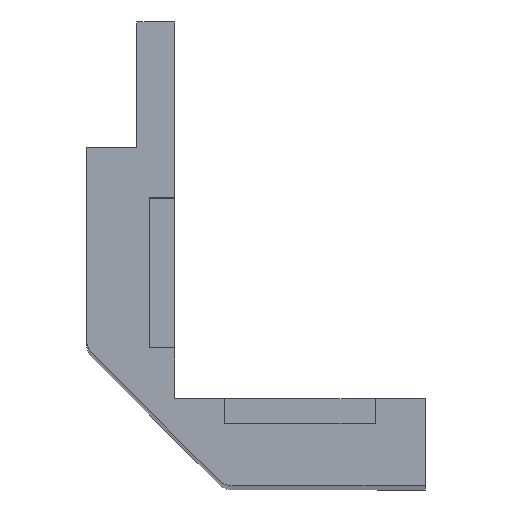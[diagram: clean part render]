
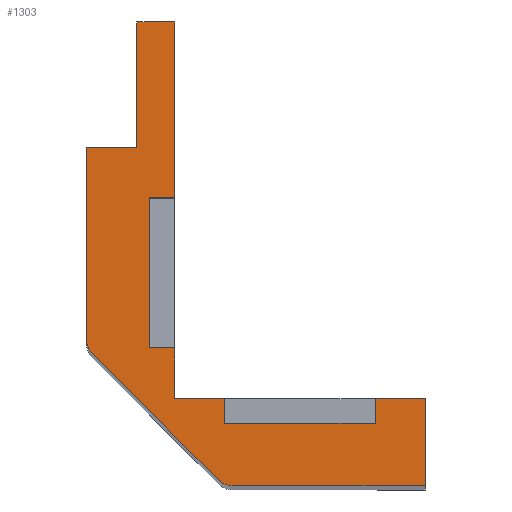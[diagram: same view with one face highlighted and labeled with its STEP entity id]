
A CAD part, top view. The second image highlights one B-rep face of the part: STEP entity #1303.
In plain terms, the highlighted planar face has unit normal (0, 0, 1).
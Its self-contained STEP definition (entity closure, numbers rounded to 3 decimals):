
#10 = CARTESIAN_POINT ( 'NONE',  ( 16., 0., 91.55 ) ) ;
#21 = EDGE_CURVE ( 'NONE', #1596, #804, #344, .T. ) ;
#56 = VECTOR ( 'NONE', #445, 1000. ) ;
#57 = ORIENTED_EDGE ( 'NONE', *, *, #124, .T. ) ;
#59 = VECTOR ( 'NONE', #1396, 1000. ) ;
#64 = PLANE ( 'NONE',  #1173 ) ;
#78 = DIRECTION ( 'NONE',  ( -1., 0., 0. ) ) ;
#82 = EDGE_CURVE ( 'NONE', #1018, #508, #338, .T. ) ;
#104 = CARTESIAN_POINT ( 'NONE',  ( 0., 30., 91.55 ) ) ;
#114 = VERTEX_POINT ( 'NONE', #267 ) ;
#119 = DIRECTION ( 'NONE',  ( 0., -1., 0. ) ) ;
#124 = EDGE_CURVE ( 'NONE', #114, #1462, #880, .T. ) ;
#137 = VECTOR ( 'NONE', #532, 1000. ) ;
#141 = CARTESIAN_POINT ( 'NONE',  ( 4.621, -7., 91.55 ) ) ;
#143 = EDGE_CURVE ( 'NONE', #1101, #869, #639, .T. ) ;
#155 = EDGE_CURVE ( 'NONE', #1438, #508, #1384, .T. ) ;
#182 = CARTESIAN_POINT ( 'NONE',  ( 0., 4., 91.55 ) ) ;
#188 = ORIENTED_EDGE ( 'NONE', *, *, #1137, .T. ) ;
#206 = FACE_OUTER_BOUND ( 'NONE', #1201, .T. ) ;
#209 = CARTESIAN_POINT ( 'NONE',  ( -2., 0., 91.55 ) ) ;
#212 = DIRECTION ( 'NONE',  ( 0., 1., 0. ) ) ;
#232 = CARTESIAN_POINT ( 'NONE',  ( -3., 20., 91.55 ) ) ;
#257 = VECTOR ( 'NONE', #695, 1000. ) ;
#260 = CARTESIAN_POINT ( 'NONE',  ( -7., 20., 91.55 ) ) ;
#262 = VERTEX_POINT ( 'NONE', #1496 ) ;
#264 = EDGE_CURVE ( 'NONE', #1462, #869, #966, .T. ) ;
#267 = CARTESIAN_POINT ( 'NONE',  ( 20., 0., 91.55 ) ) ;
#300 = ORIENTED_EDGE ( 'NONE', *, *, #351, .T. ) ;
#306 = VECTOR ( 'NONE', #467, 1000. ) ;
#312 = EDGE_CURVE ( 'NONE', #1000, #418, #1081, .T. ) ;
#317 = ORIENTED_EDGE ( 'NONE', *, *, #21, .T. ) ;
#326 = VECTOR ( 'NONE', #359, 1000. ) ;
#328 = AXIS2_PLACEMENT_3D ( 'NONE', #934, #672, #1437 ) ;
#335 = CARTESIAN_POINT ( 'NONE',  ( 0., 0., 91.55 ) ) ;
#338 = LINE ( 'NONE', #1110, #257 ) ;
#344 = LINE ( 'NONE', #1483, #1014 ) ;
#350 = ORIENTED_EDGE ( 'NONE', *, *, #604, .F. ) ;
#351 = EDGE_CURVE ( 'NONE', #804, #262, #1362, .T. ) ;
#359 = DIRECTION ( 'NONE',  ( 1., 0., 0. ) ) ;
#368 = ORIENTED_EDGE ( 'NONE', *, *, #1561, .T. ) ;
#377 = DIRECTION ( 'NONE',  ( -1., 0., 0. ) ) ;
#381 = EDGE_CURVE ( 'NONE', #1351, #644, #461, .T. ) ;
#391 = DIRECTION ( 'NONE',  ( 1., 0., 0. ) ) ;
#392 = VERTEX_POINT ( 'NONE', #1620 ) ;
#399 = CARTESIAN_POINT ( 'NONE',  ( 4., -7., 91.55 ) ) ;
#418 = VERTEX_POINT ( 'NONE', #1266 ) ;
#430 = CARTESIAN_POINT ( 'NONE',  ( 4., 0., 91.55 ) ) ;
#433 = ORIENTED_EDGE ( 'NONE', *, *, #944, .T. ) ;
#441 = CARTESIAN_POINT ( 'NONE',  ( 20., 0., 91.55 ) ) ;
#445 = DIRECTION ( 'NONE',  ( 0.707, -0.707, 0. ) ) ;
#446 = DIRECTION ( 'NONE',  ( 0., 0., -1. ) ) ;
#461 = CIRCLE ( 'NONE', #566, 1.5 ) ;
#467 = DIRECTION ( 'NONE',  ( -1., 0., 0. ) ) ;
#494 = VERTEX_POINT ( 'NONE', #141 ) ;
#508 = VERTEX_POINT ( 'NONE', #1638 ) ;
#516 = ORIENTED_EDGE ( 'NONE', *, *, #1442, .T. ) ;
#523 = LINE ( 'NONE', #399, #137 ) ;
#526 = VECTOR ( 'NONE', #930, 1000. ) ;
#532 = DIRECTION ( 'NONE',  ( 1., 0., 0. ) ) ;
#566 = AXIS2_PLACEMENT_3D ( 'NONE', #1488, #446, #1230 ) ;
#567 = DIRECTION ( 'NONE',  ( -1., 0., 0. ) ) ;
#570 = LINE ( 'NONE', #1601, #56 ) ;
#577 = LINE ( 'NONE', #950, #526 ) ;
#584 = ORIENTED_EDGE ( 'NONE', *, *, #143, .F. ) ;
#590 = VECTOR ( 'NONE', #119, 1000. ) ;
#591 = VECTOR ( 'NONE', #1215, 1000. ) ;
#604 = EDGE_CURVE ( 'NONE', #1000, #262, #698, .T. ) ;
#619 = LINE ( 'NONE', #1121, #893 ) ;
#634 = VERTEX_POINT ( 'NONE', #104 ) ;
#637 = ORIENTED_EDGE ( 'NONE', *, *, #312, .T. ) ;
#639 = LINE ( 'NONE', #1015, #1588 ) ;
#644 = VERTEX_POINT ( 'NONE', #1206 ) ;
#667 = EDGE_CURVE ( 'NONE', #1351, #818, #570, .T. ) ;
#670 = ORIENTED_EDGE ( 'NONE', *, *, #155, .T. ) ;
#672 = DIRECTION ( 'NONE',  ( 0., 0., -1. ) ) ;
#695 = DIRECTION ( 'NONE',  ( 1., 0., 0. ) ) ;
#698 = LINE ( 'NONE', #209, #1073 ) ;
#790 = CIRCLE ( 'NONE', #328, 1.5 ) ;
#804 = VERTEX_POINT ( 'NONE', #182 ) ;
#806 = CARTESIAN_POINT ( 'NONE',  ( 16., -2., 91.55 ) ) ;
#818 = VERTEX_POINT ( 'NONE', #1192 ) ;
#823 = VECTOR ( 'NONE', #567, 1000. ) ;
#835 = DIRECTION ( 'NONE',  ( 0., 1., 0. ) ) ;
#846 = DIRECTION ( 'NONE',  ( 0., -1., 0. ) ) ;
#869 = VERTEX_POINT ( 'NONE', #806 ) ;
#873 = VERTEX_POINT ( 'NONE', #430 ) ;
#880 = LINE ( 'NONE', #1525, #1336 ) ;
#881 = CARTESIAN_POINT ( 'NONE',  ( -7., 7., 91.55 ) ) ;
#884 = EDGE_CURVE ( 'NONE', #494, #818, #790, .T. ) ;
#890 = ORIENTED_EDGE ( 'NONE', *, *, #884, .F. ) ;
#893 = VECTOR ( 'NONE', #1143, 1000. ) ;
#920 = DIRECTION ( 'NONE',  ( 0., 0., -1. ) ) ;
#930 = DIRECTION ( 'NONE',  ( 0., 1., 0. ) ) ;
#934 = CARTESIAN_POINT ( 'NONE',  ( 4.621, -5.5, 91.55 ) ) ;
#944 = EDGE_CURVE ( 'NONE', #1018, #644, #1629, .T. ) ;
#950 = CARTESIAN_POINT ( 'NONE',  ( 4., 0., 91.55 ) ) ;
#959 = LINE ( 'NONE', #441, #823 ) ;
#966 = LINE ( 'NONE', #1116, #591 ) ;
#994 = ORIENTED_EDGE ( 'NONE', *, *, #667, .T. ) ;
#1000 = VERTEX_POINT ( 'NONE', #1379 ) ;
#1005 = EDGE_CURVE ( 'NONE', #392, #114, #619, .T. ) ;
#1014 = VECTOR ( 'NONE', #835, 1000. ) ;
#1015 = CARTESIAN_POINT ( 'NONE',  ( 0., -2., 91.55 ) ) ;
#1018 = VERTEX_POINT ( 'NONE', #260 ) ;
#1035 = EDGE_CURVE ( 'NONE', #494, #392, #523, .T. ) ;
#1073 = VECTOR ( 'NONE', #846, 1000. ) ;
#1081 = LINE ( 'NONE', #1626, #326 ) ;
#1085 = ORIENTED_EDGE ( 'NONE', *, *, #1005, .T. ) ;
#1101 = VERTEX_POINT ( 'NONE', #1538 ) ;
#1110 = CARTESIAN_POINT ( 'NONE',  ( -195.898, 20., 91.55 ) ) ;
#1116 = CARTESIAN_POINT ( 'NONE',  ( 16., 0., 91.55 ) ) ;
#1121 = CARTESIAN_POINT ( 'NONE',  ( 20., -195.898, 91.55 ) ) ;
#1124 = VECTOR ( 'NONE', #78, 1000. ) ;
#1129 = ORIENTED_EDGE ( 'NONE', *, *, #381, .F. ) ;
#1137 = EDGE_CURVE ( 'NONE', #1101, #873, #577, .T. ) ;
#1143 = DIRECTION ( 'NONE',  ( 0., 1., 0. ) ) ;
#1173 = AXIS2_PLACEMENT_3D ( 'NONE', #1539, #920, #391 ) ;
#1176 = ORIENTED_EDGE ( 'NONE', *, *, #1203, .T. ) ;
#1192 = CARTESIAN_POINT ( 'NONE',  ( 3.561, -6.561, 91.55 ) ) ;
#1199 = CARTESIAN_POINT ( 'NONE',  ( -3., 30., 91.55 ) ) ;
#1201 = EDGE_LOOP ( 'NONE', ( #317, #300, #350, #637, #368, #516, #670, #1431, #433, #1129, #994, #890, #1399, #1085, #57, #1320, #584, #188, #1176 ) ) ;
#1203 = EDGE_CURVE ( 'NONE', #873, #1596, #959, .T. ) ;
#1205 = CARTESIAN_POINT ( 'NONE',  ( -6.561, 3.561, 91.55 ) ) ;
#1206 = CARTESIAN_POINT ( 'NONE',  ( -7., 4.621, 91.55 ) ) ;
#1210 = CARTESIAN_POINT ( 'NONE',  ( 0., 30., 91.55 ) ) ;
#1215 = DIRECTION ( 'NONE',  ( 0., -1., 0. ) ) ;
#1230 = DIRECTION ( 'NONE',  ( 1., 0., 0. ) ) ;
#1266 = CARTESIAN_POINT ( 'NONE',  ( 0., 16., 91.55 ) ) ;
#1283 = DIRECTION ( 'NONE',  ( 1., 0., 0. ) ) ;
#1303 = ADVANCED_FACE ( 'NONE', ( #206 ), #64, .F. ) ;
#1320 = ORIENTED_EDGE ( 'NONE', *, *, #264, .T. ) ;
#1336 = VECTOR ( 'NONE', #377, 1000. ) ;
#1351 = VERTEX_POINT ( 'NONE', #1205 ) ;
#1362 = LINE ( 'NONE', #1611, #306 ) ;
#1369 = VECTOR ( 'NONE', #212, 1000. ) ;
#1379 = CARTESIAN_POINT ( 'NONE',  ( -2., 16., 91.55 ) ) ;
#1384 = LINE ( 'NONE', #232, #590 ) ;
#1396 = DIRECTION ( 'NONE',  ( 0., -1., 0. ) ) ;
#1399 = ORIENTED_EDGE ( 'NONE', *, *, #1035, .T. ) ;
#1431 = ORIENTED_EDGE ( 'NONE', *, *, #82, .F. ) ;
#1437 = DIRECTION ( 'NONE',  ( 1., 0., 0. ) ) ;
#1438 = VERTEX_POINT ( 'NONE', #1199 ) ;
#1442 = EDGE_CURVE ( 'NONE', #634, #1438, #1460, .T. ) ;
#1460 = LINE ( 'NONE', #1210, #1124 ) ;
#1462 = VERTEX_POINT ( 'NONE', #10 ) ;
#1483 = CARTESIAN_POINT ( 'NONE',  ( 0., 0., 91.55 ) ) ;
#1488 = CARTESIAN_POINT ( 'NONE',  ( -5.5, 4.621, 91.55 ) ) ;
#1496 = CARTESIAN_POINT ( 'NONE',  ( -2., 4., 91.55 ) ) ;
#1497 = CARTESIAN_POINT ( 'NONE',  ( 0., 0., 91.55 ) ) ;
#1525 = CARTESIAN_POINT ( 'NONE',  ( 20., 0., 91.55 ) ) ;
#1538 = CARTESIAN_POINT ( 'NONE',  ( 4., -2., 91.55 ) ) ;
#1539 = CARTESIAN_POINT ( 'NONE',  ( 0., 0., 91.55 ) ) ;
#1561 = EDGE_CURVE ( 'NONE', #418, #634, #1627, .T. ) ;
#1588 = VECTOR ( 'NONE', #1283, 1000. ) ;
#1596 = VERTEX_POINT ( 'NONE', #335 ) ;
#1601 = CARTESIAN_POINT ( 'NONE',  ( -7., 4., 91.55 ) ) ;
#1611 = CARTESIAN_POINT ( 'NONE',  ( 0., 4., 91.55 ) ) ;
#1620 = CARTESIAN_POINT ( 'NONE',  ( 20., -7., 91.55 ) ) ;
#1626 = CARTESIAN_POINT ( 'NONE',  ( 0., 16., 91.55 ) ) ;
#1627 = LINE ( 'NONE', #1497, #1369 ) ;
#1629 = LINE ( 'NONE', #881, #59 ) ;
#1638 = CARTESIAN_POINT ( 'NONE',  ( -3., 20., 91.55 ) ) ;
